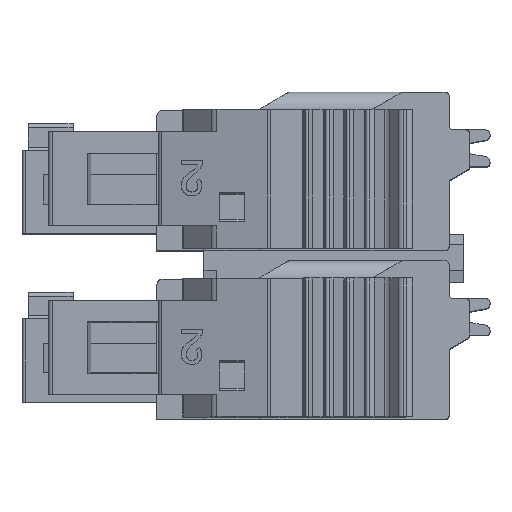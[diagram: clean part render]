
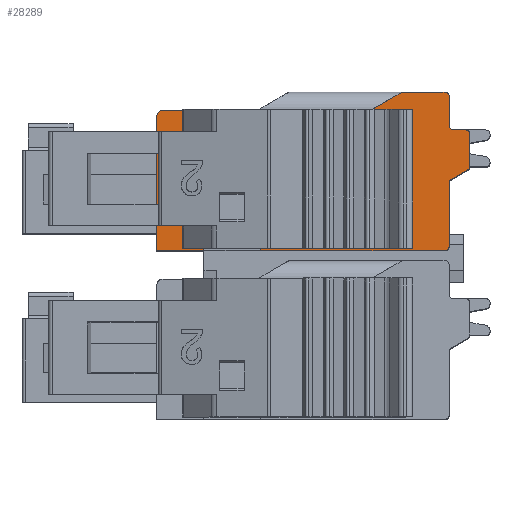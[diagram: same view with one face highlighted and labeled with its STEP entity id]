
A CAD part, top view. The second image highlights one B-rep face of the part: STEP entity #28289.
In plain terms, the highlighted planar face has unit normal (0, 0, 1).
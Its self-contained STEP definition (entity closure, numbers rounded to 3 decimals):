
#2431=DIRECTION('',(0.,-1.,0.));
#2432=VECTOR('',#2431,6.75);
#2433=CARTESIAN_POINT('',(26.932,23.438,26.775));
#2434=LINE('',#2433,#2432);
#2435=DIRECTION('',(1.,0.,0.));
#2436=VECTOR('',#2435,2.497);
#2437=CARTESIAN_POINT('',(27.901,23.438,26.775));
#2438=LINE('',#2437,#2436);
#2439=DIRECTION('',(0.866,0.5,0.));
#2440=VECTOR('',#2439,1.8);
#2441=CARTESIAN_POINT('',(30.397,23.438,26.775));
#2442=LINE('',#2441,#2440);
#2443=DIRECTION('',(1.,0.,0.));
#2444=VECTOR('',#2443,2.1);
#2445=CARTESIAN_POINT('',(31.956,24.338,26.775));
#2446=LINE('',#2445,#2444);
#2447=CARTESIAN_POINT('',(34.056,24.138,26.775));
#2448=DIRECTION('',(0.,0.,-1.));
#2449=DIRECTION('',(0.,1.,0.));
#2450=AXIS2_PLACEMENT_3D('',#2447,#2448,#2449);
#2452=DIRECTION('',(0.,-1.,0.));
#2453=VECTOR('',#2452,1.45);
#2454=CARTESIAN_POINT('',(34.256,24.138,26.775));
#2455=LINE('',#2454,#2453);
#2456=CARTESIAN_POINT('',(34.456,22.688,26.775));
#2457=DIRECTION('',(0.,0.,1.));
#2458=DIRECTION('',(-1.,0.,0.));
#2459=AXIS2_PLACEMENT_3D('',#2456,#2457,#2458);
#2461=DIRECTION('',(1.,0.,0.));
#2462=VECTOR('',#2461,0.6);
#2463=CARTESIAN_POINT('',(34.456,22.488,26.775));
#2464=LINE('',#2463,#2462);
#2465=CARTESIAN_POINT('',(35.056,22.288,26.775));
#2466=DIRECTION('',(0.,0.,-1.));
#2467=DIRECTION('',(0.,1.,0.));
#2468=AXIS2_PLACEMENT_3D('',#2465,#2466,#2467);
#2470=DIRECTION('',(0.,-1.,0.));
#2471=VECTOR('',#2470,1.585);
#2472=CARTESIAN_POINT('',(35.256,22.288,26.775));
#2473=LINE('',#2472,#2471);
#2474=CARTESIAN_POINT('',(35.056,20.703,26.775));
#2475=DIRECTION('',(0.,0.,-1.));
#2476=DIRECTION('',(1.,0.,0.));
#2477=AXIS2_PLACEMENT_3D('',#2474,#2475,#2476);
#2479=DIRECTION('',(-0.866,-0.5,0.));
#2480=VECTOR('',#2479,0.924);
#2481=CARTESIAN_POINT('',(35.156,20.53,26.775));
#2482=LINE('',#2481,#2480);
#2483=CARTESIAN_POINT('',(34.456,19.895,26.775));
#2484=DIRECTION('',(0.,0.,1.));
#2485=DIRECTION('',(-0.5,0.866,0.));
#2486=AXIS2_PLACEMENT_3D('',#2483,#2484,#2485);
#2488=DIRECTION('',(0.,-1.,0.));
#2489=VECTOR('',#2488,3.107);
#2490=CARTESIAN_POINT('',(34.256,19.895,26.775));
#2491=LINE('',#2490,#2489);
#2492=CARTESIAN_POINT('',(34.056,16.788,26.775));
#2493=DIRECTION('',(0.,0.,-1.));
#2494=DIRECTION('',(1.,0.,0.));
#2495=AXIS2_PLACEMENT_3D('',#2492,#2493,#2494);
#2497=DIRECTION('',(-1.,0.,0.));
#2498=VECTOR('',#2497,14.1);
#2499=CARTESIAN_POINT('',(34.056,16.588,26.775));
#2500=LINE('',#2499,#2498);
#2501=DIRECTION('',(0.,1.,0.));
#2502=VECTOR('',#2501,6.55);
#2503=CARTESIAN_POINT('',(19.956,16.588,26.775));
#2504=LINE('',#2503,#2502);
#2505=CARTESIAN_POINT('',(20.256,23.138,26.775));
#2506=DIRECTION('',(0.,0.,-1.));
#2507=DIRECTION('',(-1.,0.,0.));
#2508=AXIS2_PLACEMENT_3D('',#2505,#2506,#2507);
#2510=DIRECTION('',(1.,0.,0.));
#2511=VECTOR('',#2510,6.676);
#2512=CARTESIAN_POINT('',(20.256,23.438,26.775));
#2513=LINE('',#2512,#2511);
#2514=DIRECTION('',(0.,-1.,0.));
#2515=VECTOR('',#2514,5.73);
#2516=CARTESIAN_POINT('',(22.765,22.468,26.775));
#2517=LINE('',#2516,#2515);
#2518=DIRECTION('',(0.,1.,0.));
#2519=VECTOR('',#2518,5.73);
#2520=CARTESIAN_POINT('',(24.486,16.738,26.775));
#2521=LINE('',#2520,#2519);
#2530=DIRECTION('',(0.,-1.,0.));
#2531=VECTOR('',#2530,6.75);
#2532=CARTESIAN_POINT('',(27.901,23.438,26.775));
#2533=LINE('',#2532,#2531);
#2679=DIRECTION('',(-1.,0.,0.));
#2680=VECTOR('',#2679,0.968);
#2681=CARTESIAN_POINT('',(27.901,16.688,26.775));
#2682=LINE('',#2681,#2680);
#3937=DIRECTION('',(-1.,0.,0.));
#3938=VECTOR('',#3937,1.721);
#3939=CARTESIAN_POINT('',(24.486,16.738,26.775));
#3940=LINE('',#3939,#3938);
#3953=DIRECTION('',(1.,0.,0.));
#3954=VECTOR('',#3953,1.721);
#3955=CARTESIAN_POINT('',(22.765,22.468,26.775));
#3956=LINE('',#3955,#3954);
#20588=CARTESIAN_POINT('',(19.956,16.588,26.775));
#20590=VERTEX_POINT('',#20588);
#20591=CARTESIAN_POINT('',(34.056,16.588,26.775));
#20592=VERTEX_POINT('',#20591);
#20685=CARTESIAN_POINT('',(19.956,23.138,26.775));
#20686=VERTEX_POINT('',#20685);
#21045=CARTESIAN_POINT('',(30.397,23.438,26.775));
#21046=VERTEX_POINT('',#21045);
#21047=CARTESIAN_POINT('',(27.901,23.438,26.775));
#21048=VERTEX_POINT('',#21047);
#21055=CARTESIAN_POINT('',(26.932,23.438,26.775));
#21056=VERTEX_POINT('',#21055);
#21057=CARTESIAN_POINT('',(20.256,23.438,26.775));
#21058=VERTEX_POINT('',#21057);
#21111=CARTESIAN_POINT('',(34.056,24.338,26.775));
#21113=VERTEX_POINT('',#21111);
#21115=CARTESIAN_POINT('',(31.956,24.338,26.775));
#21116=VERTEX_POINT('',#21115);
#21281=CARTESIAN_POINT('',(34.256,22.688,26.775));
#21282=VERTEX_POINT('',#21281);
#21283=CARTESIAN_POINT('',(34.256,24.138,26.775));
#21284=VERTEX_POINT('',#21283);
#21401=CARTESIAN_POINT('',(34.256,16.788,26.775));
#21402=VERTEX_POINT('',#21401);
#21403=CARTESIAN_POINT('',(34.256,19.895,26.775));
#21404=VERTEX_POINT('',#21403);
#22029=CARTESIAN_POINT('',(26.932,16.688,26.775));
#22030=VERTEX_POINT('',#22029);
#22031=CARTESIAN_POINT('',(27.901,16.688,26.775));
#22032=VERTEX_POINT('',#22031);
#22033=CARTESIAN_POINT('',(34.456,22.488,26.775));
#22034=VERTEX_POINT('',#22033);
#22035=CARTESIAN_POINT('',(35.056,22.488,26.775));
#22036=VERTEX_POINT('',#22035);
#22037=CARTESIAN_POINT('',(35.256,22.288,26.775));
#22038=VERTEX_POINT('',#22037);
#22039=CARTESIAN_POINT('',(35.256,20.703,26.775));
#22040=VERTEX_POINT('',#22039);
#22041=CARTESIAN_POINT('',(35.156,20.53,26.775));
#22042=VERTEX_POINT('',#22041);
#22043=CARTESIAN_POINT('',(34.356,20.068,26.775));
#22044=VERTEX_POINT('',#22043);
#22045=CARTESIAN_POINT('',(22.765,22.468,26.775));
#22046=CARTESIAN_POINT('',(22.765,16.738,26.775));
#22047=VERTEX_POINT('',#22045);
#22048=VERTEX_POINT('',#22046);
#22049=CARTESIAN_POINT('',(24.486,16.738,26.775));
#22050=VERTEX_POINT('',#22049);
#22051=CARTESIAN_POINT('',(24.486,22.468,26.775));
#22052=VERTEX_POINT('',#22051);
#28238=CARTESIAN_POINT('',(26.228,21.108,26.775));
#28239=DIRECTION('',(0.,0.,1.));
#28240=DIRECTION('',(1.,0.,0.));
#28241=AXIS2_PLACEMENT_3D('',#28238,#28239,#28240);
#28242=PLANE('',#28241);
#28244=ORIENTED_EDGE('',*,*,#28243,.T.);
#28246=ORIENTED_EDGE('',*,*,#28245,.F.);
#28248=ORIENTED_EDGE('',*,*,#28247,.F.);
#28249=ORIENTED_EDGE('',*,*,#27990,.T.);
#28251=ORIENTED_EDGE('',*,*,#28250,.T.);
#28252=ORIENTED_EDGE('',*,*,#28086,.T.);
#28253=ORIENTED_EDGE('',*,*,#28230,.T.);
#28254=ORIENTED_EDGE('',*,*,#25393,.T.);
#28256=ORIENTED_EDGE('',*,*,#28255,.T.);
#28258=ORIENTED_EDGE('',*,*,#28257,.T.);
#28260=ORIENTED_EDGE('',*,*,#28259,.T.);
#28262=ORIENTED_EDGE('',*,*,#28261,.T.);
#28264=ORIENTED_EDGE('',*,*,#28263,.T.);
#28266=ORIENTED_EDGE('',*,*,#28265,.T.);
#28268=ORIENTED_EDGE('',*,*,#28267,.T.);
#28269=ORIENTED_EDGE('',*,*,#25601,.T.);
#28271=ORIENTED_EDGE('',*,*,#28270,.T.);
#28272=ORIENTED_EDGE('',*,*,#27522,.T.);
#28273=ORIENTED_EDGE('',*,*,#27599,.T.);
#28275=ORIENTED_EDGE('',*,*,#28274,.T.);
#28276=ORIENTED_EDGE('',*,*,#28000,.T.);
#28277=EDGE_LOOP('',(#28244,#28246,#28248,#28249,#28251,#28252,#28253,#28254,
#28256,#28258,#28260,#28262,#28264,#28266,#28268,#28269,#28271,#28272,#28273,
#28275,#28276));
#28278=FACE_OUTER_BOUND('',#28277,.F.);
#28280=ORIENTED_EDGE('',*,*,#28279,.T.);
#28282=ORIENTED_EDGE('',*,*,#28281,.F.);
#28284=ORIENTED_EDGE('',*,*,#28283,.T.);
#28286=ORIENTED_EDGE('',*,*,#28285,.F.);
#28287=EDGE_LOOP('',(#28280,#28282,#28284,#28286));
#28288=FACE_BOUND('',#28287,.F.);
#2451=CIRCLE('',#2450,0.2);
#2460=CIRCLE('',#2459,0.2);
#2469=CIRCLE('',#2468,0.2);
#2478=CIRCLE('',#2477,0.2);
#2487=CIRCLE('',#2486,0.2);
#2496=CIRCLE('',#2495,0.2);
#2509=CIRCLE('',#2508,0.3);
#25393=EDGE_CURVE('',#21284,#21282,#2455,.T.);
#25601=EDGE_CURVE('',#21404,#21402,#2491,.T.);
#27522=EDGE_CURVE('',#20592,#20590,#2500,.T.);
#27599=EDGE_CURVE('',#20590,#20686,#2504,.T.);
#27990=EDGE_CURVE('',#21048,#21046,#2438,.T.);
#28000=EDGE_CURVE('',#21058,#21056,#2513,.T.);
#28086=EDGE_CURVE('',#21116,#21113,#2446,.T.);
#28230=EDGE_CURVE('',#21113,#21284,#2451,.T.);
#28243=EDGE_CURVE('',#21056,#22030,#2434,.T.);
#28245=EDGE_CURVE('',#22032,#22030,#2682,.T.);
#28247=EDGE_CURVE('',#21048,#22032,#2533,.T.);
#28250=EDGE_CURVE('',#21046,#21116,#2442,.T.);
#28255=EDGE_CURVE('',#21282,#22034,#2460,.T.);
#28257=EDGE_CURVE('',#22034,#22036,#2464,.T.);
#28259=EDGE_CURVE('',#22036,#22038,#2469,.T.);
#28261=EDGE_CURVE('',#22038,#22040,#2473,.T.);
#28263=EDGE_CURVE('',#22040,#22042,#2478,.T.);
#28265=EDGE_CURVE('',#22042,#22044,#2482,.T.);
#28267=EDGE_CURVE('',#22044,#21404,#2487,.T.);
#28270=EDGE_CURVE('',#21402,#20592,#2496,.T.);
#28274=EDGE_CURVE('',#20686,#21058,#2509,.T.);
#28279=EDGE_CURVE('',#22047,#22048,#2517,.T.);
#28281=EDGE_CURVE('',#22050,#22048,#3940,.T.);
#28283=EDGE_CURVE('',#22050,#22052,#2521,.T.);
#28285=EDGE_CURVE('',#22047,#22052,#3956,.T.);
#28289=ADVANCED_FACE('',(#28278,#28288),#28242,.T.);
